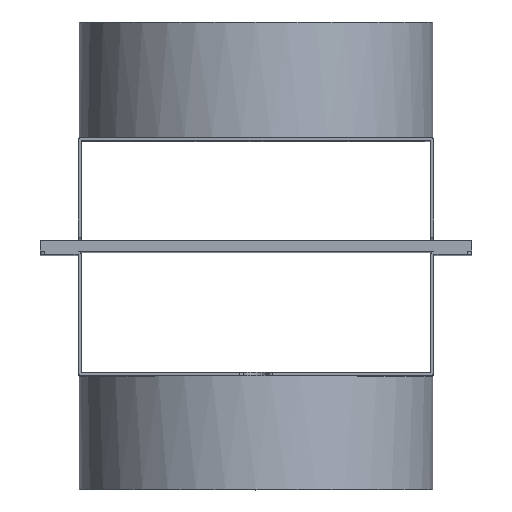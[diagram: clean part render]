
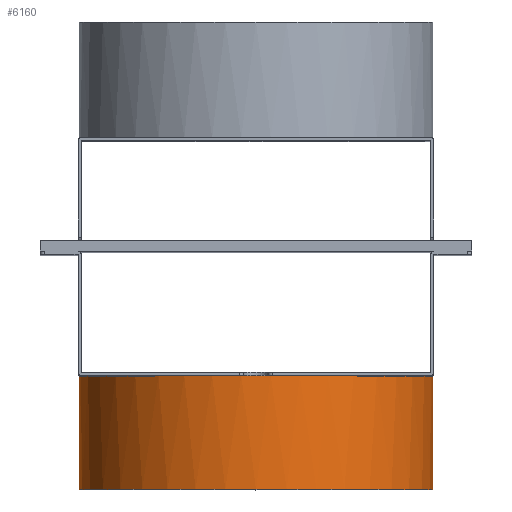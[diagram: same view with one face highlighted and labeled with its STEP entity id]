
A CAD part, top view. The second image highlights one B-rep face of the part: STEP entity #6160.
In plain terms, the highlighted cylindrical face has radius 86 mm (diameter 172 mm), a partial arc.
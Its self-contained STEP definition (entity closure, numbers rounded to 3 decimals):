
#607=CARTESIAN_POINT('',(0.,-115.8,0.));
#608=DIRECTION('',(0.,-1.,0.));
#609=DIRECTION('',(0.988,0.,0.152));
#610=AXIS2_PLACEMENT_3D('',#607,#608,#609);
#795=DIRECTION('',(0.,-1.,0.));
#796=VECTOR('',#795,55.156);
#797=CARTESIAN_POINT('',(86.,-115.8,0.));
#798=LINE('',#797,#796);
#799=CARTESIAN_POINT('',(0.,-115.8,0.));
#800=DIRECTION('',(0.,-1.,0.));
#801=DIRECTION('',(-0.988,0.,0.152));
#802=AXIS2_PLACEMENT_3D('',#799,#800,#801);
#814=CARTESIAN_POINT('',(0.,-115.8,0.));
#815=DIRECTION('',(0.,-1.,0.));
#816=DIRECTION('',(1.,0.,0.));
#817=AXIS2_PLACEMENT_3D('',#814,#815,#816);
#1019=DIRECTION('',(0.,-1.,0.));
#1020=VECTOR('',#1019,55.156);
#1021=CARTESIAN_POINT('',(-86.,-115.8,0.));
#1022=LINE('',#1021,#1020);
#1023=CARTESIAN_POINT('',(0.,-170.956,
0.));
#1024=DIRECTION('',(0.,-1.,0.));
#1025=DIRECTION('',(1.,0.,0.));
#1026=AXIS2_PLACEMENT_3D('',#1023,#1024,#1025);
#5165=CARTESIAN_POINT('',(86.,-170.956,0.));
#5166=CARTESIAN_POINT('',(-86.,-170.956,0.));
#5167=VERTEX_POINT('',#5165);
#5168=VERTEX_POINT('',#5166);
#5169=CARTESIAN_POINT('',(86.,-115.8,0.));
#5170=VERTEX_POINT('',#5169);
#5171=CARTESIAN_POINT('',(-86.,-115.8,0.));
#5172=VERTEX_POINT('',#5171);
#5173=CARTESIAN_POINT('',(85.,-115.8,13.077));
#5174=CARTESIAN_POINT('',(-85.,-115.8,13.077));
#5175=VERTEX_POINT('',#5173);
#5176=VERTEX_POINT('',#5174);
#6142=CARTESIAN_POINT('',(0.,-115.8,0.));
#6143=DIRECTION('',(0.,-1.,0.));
#6144=DIRECTION('',(1.,0.,0.));
#6145=AXIS2_PLACEMENT_3D('',#6142,#6143,#6144);
#6146=CYLINDRICAL_SURFACE('',#6145,86.);
#6147=ORIENTED_EDGE('',*,*,#5894,.F.);
#6149=ORIENTED_EDGE('',*,*,#6148,.F.);
#6151=ORIENTED_EDGE('',*,*,#6150,.T.);
#6153=ORIENTED_EDGE('',*,*,#6152,.T.);
#6155=ORIENTED_EDGE('',*,*,#6154,.F.);
#6157=ORIENTED_EDGE('',*,*,#6156,.F.);
#6158=EDGE_LOOP('',(#6147,#6149,#6151,#6153,#6155,#6157));
#6159=FACE_OUTER_BOUND('',#6158,.F.);
#6160=ADVANCED_FACE('',(#6159),#6146,.T.);
#611=CIRCLE('',#610,86.);
#803=CIRCLE('',#802,86.);
#818=CIRCLE('',#817,86.);
#1027=CIRCLE('',#1026,86.);
#5894=EDGE_CURVE('',#5175,#5176,#611,.T.);
#6148=EDGE_CURVE('',#5170,#5175,#818,.T.);
#6150=EDGE_CURVE('',#5170,#5167,#798,.T.);
#6152=EDGE_CURVE('',#5167,#5168,#1027,.T.);
#6154=EDGE_CURVE('',#5172,#5168,#1022,.T.);
#6156=EDGE_CURVE('',#5176,#5172,#803,.T.);
